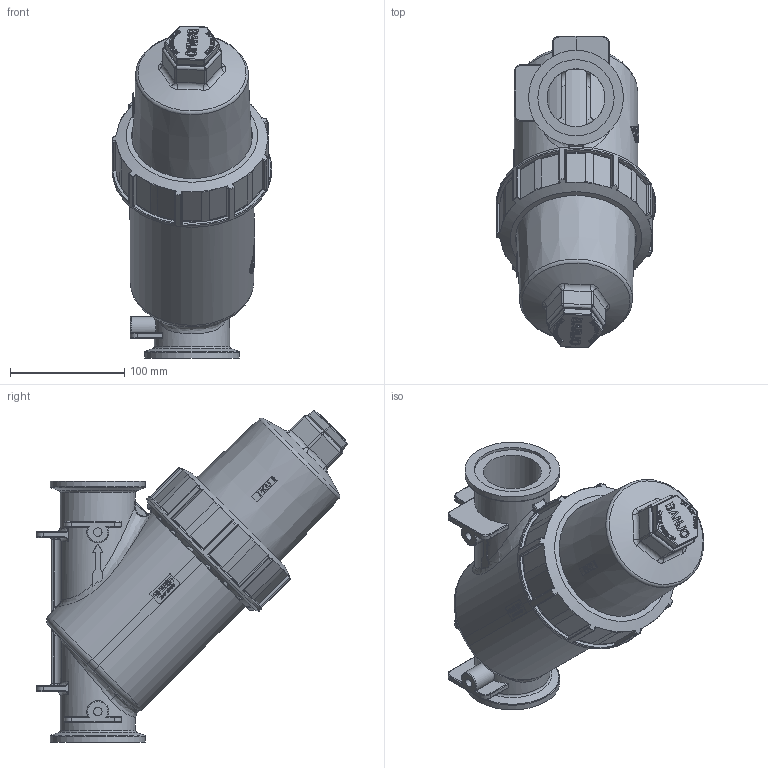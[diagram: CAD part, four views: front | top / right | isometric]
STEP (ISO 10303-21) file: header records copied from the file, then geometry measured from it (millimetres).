
FILE_DESCRIPTION(/* description */ ('2" FP MANIFOLD LINE STRAINER - 16 MESH-FKM'),/* implementation_level */ '2;1');
FILE_NAME(/* name */ 'MLS222-16V.stp',/* time_stamp */ '2020-04-21T11:43:59-04:00',/* author */ ('MEG'),/* organization */ (''),/* preprocessor_version */ 'ST-DEVELOPER v17.2',/* originating_system */ 'Autodesk Inventor 2019',/* authorisation */ '');
FILE_SCHEMA (('AUTOMOTIVE_DESIGN { 1 0 10303 214 3 1 1 }'));
Length unit declared in the file: inch
Products named in the file (11): MLS222-16V; MLS222B; MLS220C1V; MLS220C1X; LSQ200-PL; LSQ200-RV; MLS220G1V; VL1005; MLS220R1; LST216SS; LS10016D
Assembly tree (10 placements, depth 3):
  MLS222-16V
    MLS222B
    MLS220C1V
      MLS220C1X
      LSQ200-PL
      LSQ200-RV
      MLS220G1V
      VL1005
    MLS220R1
    LST216SS
    LS10016D
Bounding box: 139.95 x 273.32 x 290.84 mm (x, y, z)
Volume: 1481215 mm3; surface area: 477165.9 mm2
Topology: 9 solids, 9 shells, 2342 faces, 6428 edges, 4193 vertices
Faces by surface type: plane 1017, bspline 749, cylinder 364, torus 119, cone 53, sphere 40
Full cylindrical faces by diameter (mm): 7.493 x2, 19.05 x1, 25.4 x1, 29.867 x9, 33.401 x1, 50.8 x2, 66.04 x2, 66.802 x2, 74.612 x1, 79.451 x1, 80.975 x2, 83.058 x2, 89.662 x1, 99.187 x1, 104.14 x2, 104.902 x1, 106.045 x1, 107.073 x1, 113.03 x1, 114.3 x1, 139.954 x1
Entity records: 109393 total; most frequent: CARTESIAN_POINT 54621, ORIENTED_EDGE 12808, DIRECTION 8954, EDGE_CURVE 6404, VERTEX_POINT 4194, AXIS2_PLACEMENT_3D 3005, LINE 2944, VECTOR 2944
